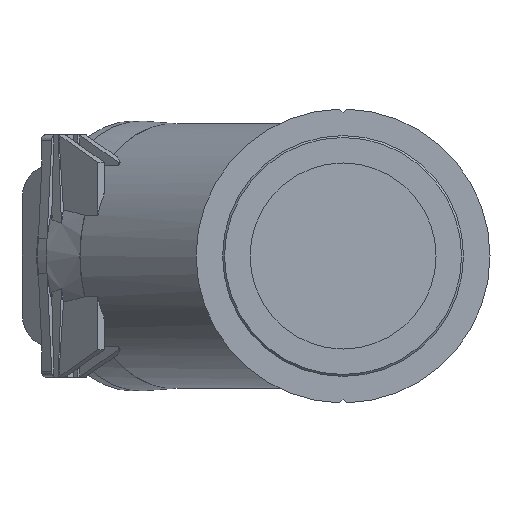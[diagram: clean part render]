
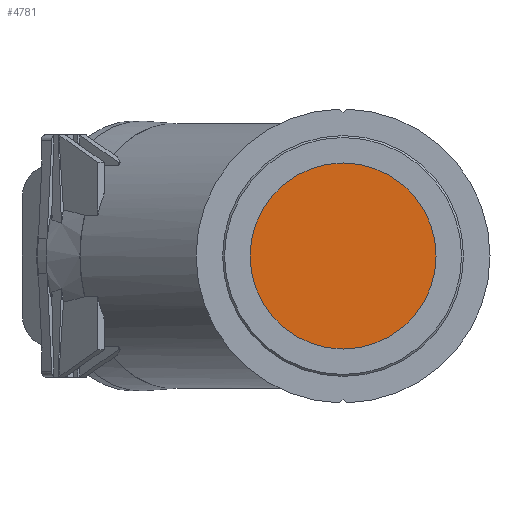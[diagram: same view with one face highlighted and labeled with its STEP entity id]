
A CAD part, left-side view. The second image highlights one B-rep face of the part: STEP entity #4781.
In plain terms, the highlighted planar face has unit normal (-1, 0, 0).
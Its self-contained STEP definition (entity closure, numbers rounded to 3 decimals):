
#97 = AXIS2_PLACEMENT_3D ( 'NONE', #7091, #7095, #7096 ) ;
#180 = AXIS2_PLACEMENT_3D ( 'NONE', #1842, #1843, #1844 ) ;
#1842 = CARTESIAN_POINT ( 'NONE',  ( -157., 0., 0. ) ) ;
#1843 = DIRECTION ( 'NONE',  ( -1., 0., 0. ) ) ;
#1844 = DIRECTION ( 'NONE',  ( 0., 0., 1. ) ) ;
#3830 = ORIENTED_EDGE ( 'NONE', *, *, #5925, .T. ) ;
#4344 = FACE_OUTER_BOUND ( 'NONE', #5076, .T. ) ;
#4781 = ADVANCED_FACE ( 'NONE', ( #4344 ), #7092, .T. ) ;
#5076 = EDGE_LOOP ( 'NONE', ( #3830 ) ) ;
#5925 = EDGE_CURVE ( 'NONE', #9965, #9965, #9512, .T. ) ;
#6351 = CARTESIAN_POINT ( 'NONE',  ( -157., 0., 144. ) ) ;
#7091 = CARTESIAN_POINT ( 'NONE',  ( -157., 0., 0. ) ) ;
#7092 = PLANE ( 'NONE',  #97 ) ;
#7095 = DIRECTION ( 'NONE',  ( -1., 0., 0. ) ) ;
#7096 = DIRECTION ( 'NONE',  ( 0., 0., 1. ) ) ;
#9512 = CIRCLE ( 'NONE', #180, 144. ) ;
#9965 = VERTEX_POINT ( 'NONE', #6351 ) ;
